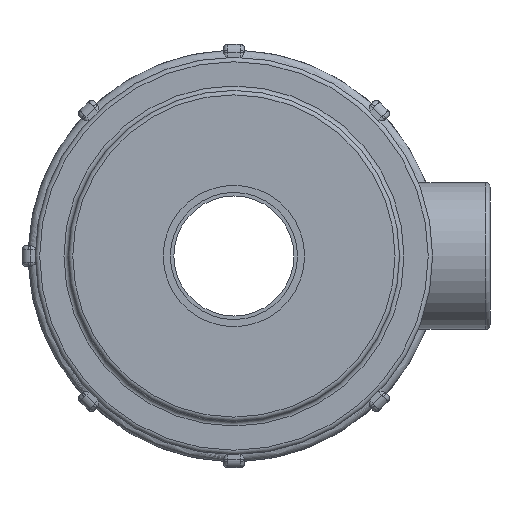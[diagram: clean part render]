
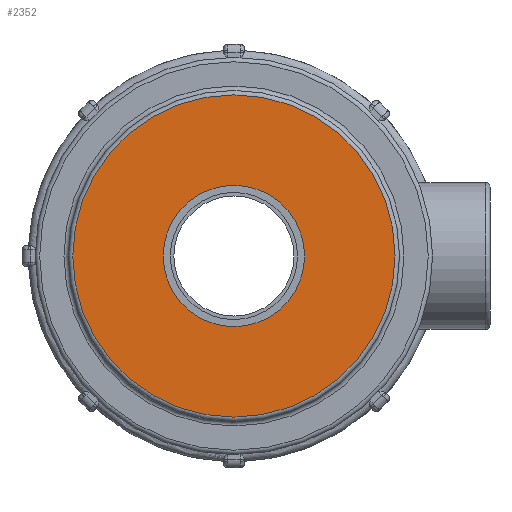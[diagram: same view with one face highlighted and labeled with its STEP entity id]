
A CAD part, left-side view. The second image highlights one B-rep face of the part: STEP entity #2352.
In plain terms, the highlighted planar face has unit normal (-1, 0, 0).
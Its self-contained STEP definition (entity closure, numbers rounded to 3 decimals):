
#257=PLANE('',#2526);
#307=CIRCLE('',#2522,36.5);
#310=CIRCLE('',#2527,16.);
#522=FACE_BOUND('',#752,.T.);
#580=FACE_OUTER_BOUND('',#751,.T.);
#751=EDGE_LOOP('',(#1605));
#752=EDGE_LOOP('',(#1606));
#1025=VERTEX_POINT('',#3679);
#1028=VERTEX_POINT('',#3687);
#1257=EDGE_CURVE('',#1025,#1025,#307,.T.);
#1260=EDGE_CURVE('',#1028,#1028,#310,.T.);
#1605=ORIENTED_EDGE('',*,*,#1257,.F.);
#1606=ORIENTED_EDGE('',*,*,#1260,.T.);
#2352=ADVANCED_FACE('',(#580,#522),#257,.T.);
#2522=AXIS2_PLACEMENT_3D('',#3680,#2850,#2851);
#2526=AXIS2_PLACEMENT_3D('',#3686,#2858,#2859);
#2527=AXIS2_PLACEMENT_3D('',#3688,#2860,#2861);
#2850=DIRECTION('center_axis',(1.,0.,0.));
#2851=DIRECTION('ref_axis',(0.,-1.,0.));
#2858=DIRECTION('center_axis',(-1.,0.,0.));
#2859=DIRECTION('ref_axis',(0.,0.,1.));
#2860=DIRECTION('center_axis',(1.,0.,0.));
#2861=DIRECTION('ref_axis',(0.,0.,-1.));
#3679=CARTESIAN_POINT('',(-69.825,36.5,0.));
#3680=CARTESIAN_POINT('Origin',(-69.825,0.,0.));
#3686=CARTESIAN_POINT('Origin',(-69.825,37.5,0.));
#3687=CARTESIAN_POINT('',(-69.825,16.,0.));
#3688=CARTESIAN_POINT('Origin',(-69.825,0.,0.));
